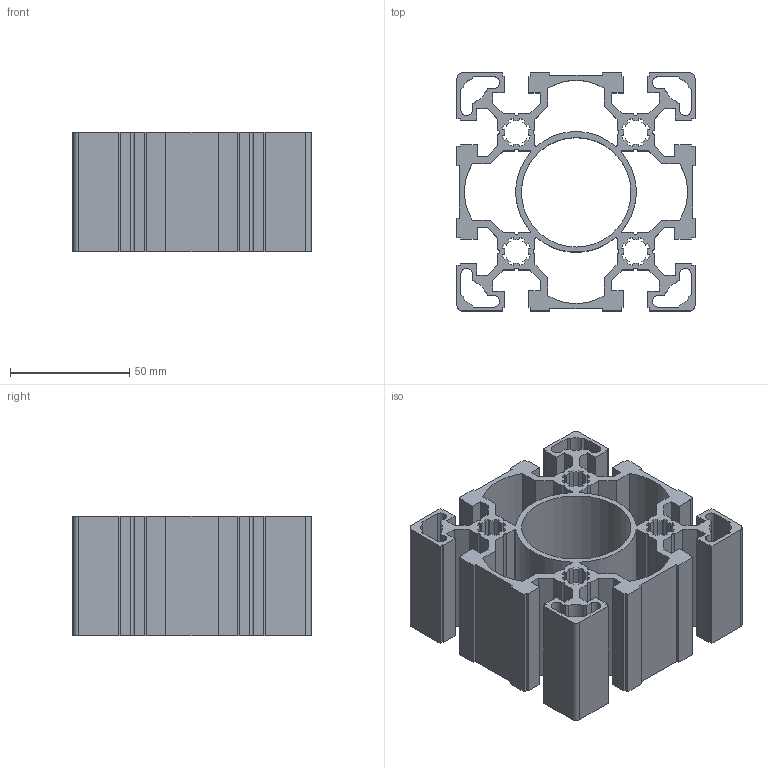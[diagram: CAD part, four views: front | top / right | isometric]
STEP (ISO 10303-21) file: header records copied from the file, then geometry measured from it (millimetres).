
FILE_DESCRIPTION(/* description */ (''),/* implementation_level */ '2;1');
FILE_NAME(/* name */ '',/* time_stamp */ '2023-04-25T16:09:40+03:00',/* author */ (''),/* organization */ (''),/* preprocessor_version */ 'ST-DEVELOPER v19.2',/* originating_system */ 'Autodesk Translation Framework v11.17.0.187',/* authorisation */ '');
FILE_SCHEMA (('AUTOMOTIVE_DESIGN { 1 0 10303 214 3 1 1 }'));
Length unit declared in the file: millimetre
Products named in the file (1): (Unsaved)
Bounding box: 100 x 100 x 50 mm (x, y, z)
Volume: 136258.9 mm3; surface area: 97178 mm2
Topology: 1 solids, 1 shells, 395 faces, 1179 edges, 786 vertices
Faces by surface type: plane 270, cylinder 125
Full cylindrical faces by diameter (mm): 46 x1
Entity records: 13328 total; most frequent: CARTESIAN_POINT 2361, ORIENTED_EDGE 2358, DIRECTION 2221, EDGE_CURVE 1179, LINE 929, VECTOR 929, VERTEX_POINT 786, AXIS2_PLACEMENT_3D 646
